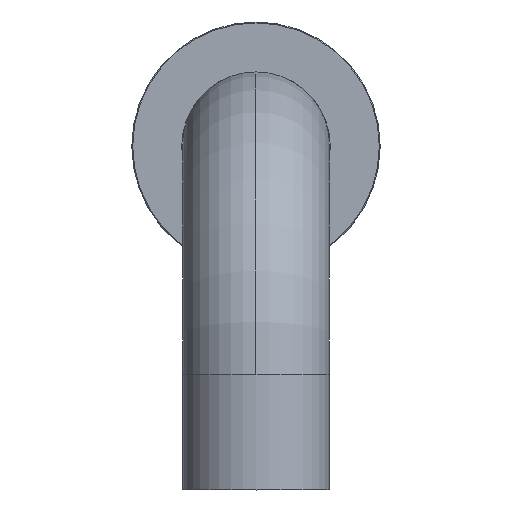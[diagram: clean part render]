
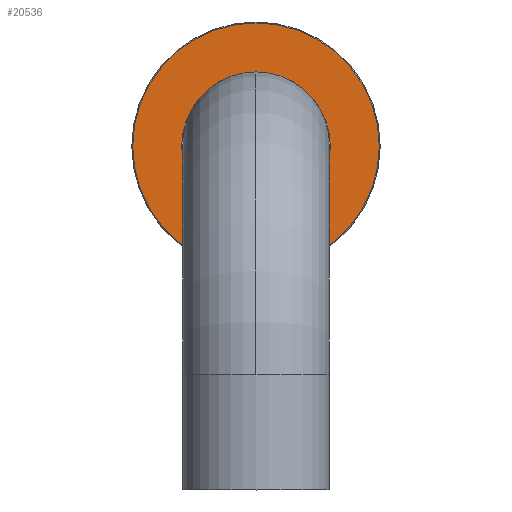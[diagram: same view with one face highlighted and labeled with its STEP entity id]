
A CAD part, top view. The second image highlights one B-rep face of the part: STEP entity #20536.
In plain terms, the highlighted planar face has unit normal (0, 0, 1).
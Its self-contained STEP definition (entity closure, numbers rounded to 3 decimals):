
#94 = CARTESIAN_POINT ( 'NONE',  ( 0., 0., 10. ) ) ;
#248 = CARTESIAN_POINT ( 'NONE',  ( 0., 0., 10. ) ) ;
#1570 = VERTEX_POINT ( 'NONE', #15196 ) ;
#1820 = FACE_OUTER_BOUND ( 'NONE', #2115, .T. ) ;
#1850 = DIRECTION ( 'NONE',  ( 0., 1., 0. ) ) ;
#2115 = EDGE_LOOP ( 'NONE', ( #23102, #8282 ) ) ;
#2131 = CIRCLE ( 'NONE', #8416, 16.15 ) ;
#2901 = EDGE_CURVE ( 'NONE', #23821, #5744, #2131, .T. ) ;
#2930 = DIRECTION ( 'NONE',  ( 0., 1., 0. ) ) ;
#4025 = DIRECTION ( 'NONE',  ( 0., 1., 0. ) ) ;
#4215 = DIRECTION ( 'NONE',  ( 0., 0., -1. ) ) ;
#4492 = CIRCLE ( 'NONE', #10818, 16.15 ) ;
#5632 = CARTESIAN_POINT ( 'NONE',  ( -27., 0., 10. ) ) ;
#5741 = CIRCLE ( 'NONE', #23101, 26.8 ) ;
#5744 = VERTEX_POINT ( 'NONE', #21489 ) ;
#6204 = EDGE_CURVE ( 'NONE', #24313, #1570, #9618, .T. ) ;
#8195 = CARTESIAN_POINT ( 'NONE',  ( 0., -16.15, 10. ) ) ;
#8282 = ORIENTED_EDGE ( 'NONE', *, *, #6204, .T. ) ;
#8416 = AXIS2_PLACEMENT_3D ( 'NONE', #19847, #16045, #2930 ) ;
#8593 = CARTESIAN_POINT ( 'NONE',  ( 0., -26.8, 10. ) ) ;
#9092 = DIRECTION ( 'NONE',  ( 0., 0., -1. ) ) ;
#9365 = DIRECTION ( 'NONE',  ( 0., 0., 1. ) ) ;
#9618 = CIRCLE ( 'NONE', #11620, 26.8 ) ;
#9628 = ORIENTED_EDGE ( 'NONE', *, *, #2901, .T. ) ;
#9954 = EDGE_CURVE ( 'NONE', #5744, #23821, #4492, .T. ) ;
#10818 = AXIS2_PLACEMENT_3D ( 'NONE', #15610, #4215, #13621 ) ;
#11620 = AXIS2_PLACEMENT_3D ( 'NONE', #94, #13194, #4025 ) ;
#13072 = FACE_BOUND ( 'NONE', #14754, .T. ) ;
#13194 = DIRECTION ( 'NONE',  ( 0., 0., 1. ) ) ;
#13195 = DIRECTION ( 'NONE',  ( -1., 0., 0. ) ) ;
#13275 = EDGE_CURVE ( 'NONE', #1570, #24313, #5741, .T. ) ;
#13621 = DIRECTION ( 'NONE',  ( 0., 1., 0. ) ) ;
#14754 = EDGE_LOOP ( 'NONE', ( #20109, #9628 ) ) ;
#15196 = CARTESIAN_POINT ( 'NONE',  ( 0., 26.8, 10. ) ) ;
#15610 = CARTESIAN_POINT ( 'NONE',  ( 0., 0., 10. ) ) ;
#16045 = DIRECTION ( 'NONE',  ( 0., 0., -1. ) ) ;
#18751 = PLANE ( 'NONE',  #23166 ) ;
#19847 = CARTESIAN_POINT ( 'NONE',  ( 0., 0., 10. ) ) ;
#20109 = ORIENTED_EDGE ( 'NONE', *, *, #9954, .T. ) ;
#20536 = ADVANCED_FACE ( 'NONE', ( #1820, #13072 ), #18751, .F. ) ;
#21489 = CARTESIAN_POINT ( 'NONE',  ( 0., 16.15, 10. ) ) ;
#23101 = AXIS2_PLACEMENT_3D ( 'NONE', #248, #9365, #1850 ) ;
#23102 = ORIENTED_EDGE ( 'NONE', *, *, #13275, .T. ) ;
#23166 = AXIS2_PLACEMENT_3D ( 'NONE', #5632, #9092, #13195 ) ;
#23821 = VERTEX_POINT ( 'NONE', #8195 ) ;
#24313 = VERTEX_POINT ( 'NONE', #8593 ) ;
